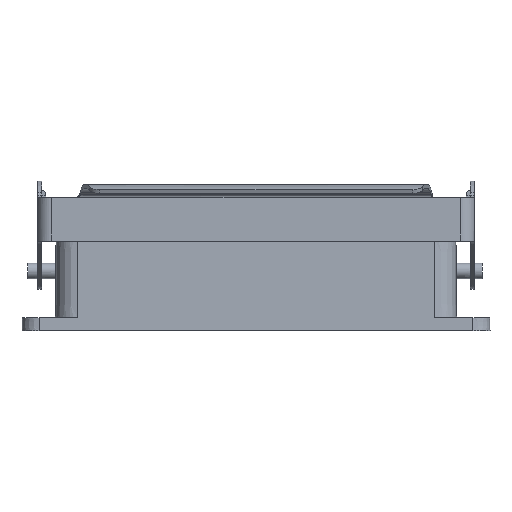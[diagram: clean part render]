
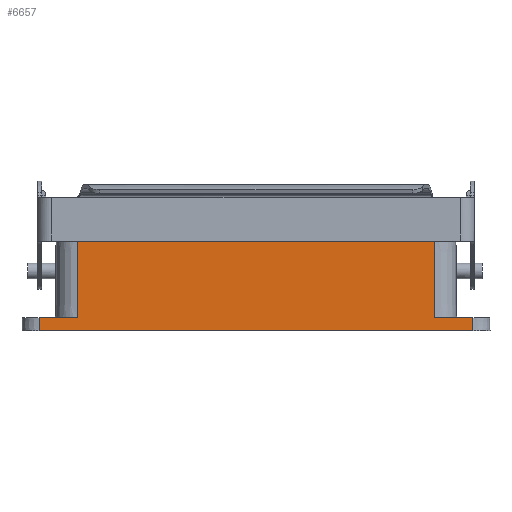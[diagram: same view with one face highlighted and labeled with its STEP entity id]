
A CAD part, front view. The second image highlights one B-rep face of the part: STEP entity #6657.
In plain terms, the highlighted planar face has unit normal (0, -1, 0.009).
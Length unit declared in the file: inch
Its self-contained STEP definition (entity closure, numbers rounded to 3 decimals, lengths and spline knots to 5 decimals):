
#121 = VERTEX_POINT ( 'NONE', #5167 ) ;
#167 = LINE ( 'NONE', #1443, #1395 ) ;
#481 = VERTEX_POINT ( 'NONE', #4989 ) ;
#765 = CARTESIAN_POINT ( 'NONE',  ( -3.16535, -0.85176, -1.12992 ) ) ;
#1131 = LINE ( 'NONE', #5845, #2108 ) ;
#1142 = FACE_OUTER_BOUND ( 'NONE', #6237, .T. ) ;
#1225 = CARTESIAN_POINT ( 'NONE',  ( 1.06299, -0.84646, -0.52188 ) ) ;
#1287 = VERTEX_POINT ( 'NONE', #3887 ) ;
#1395 = VECTOR ( 'NONE', #6200, 39.37008 ) ;
#1443 = CARTESIAN_POINT ( 'NONE',  ( 2.02599, -0.85176, -1.12992 ) ) ;
#1561 = EDGE_CURVE ( 'NONE', #6473, #5007, #167, .T. ) ;
#1623 = ORIENTED_EDGE ( 'NONE', *, *, #5667, .T. ) ;
#1662 = EDGE_CURVE ( 'NONE', #4957, #481, #3987, .T. ) ;
#1705 = DIRECTION ( 'NONE',  ( 0., 0.009, 1. ) ) ;
#1726 = CARTESIAN_POINT ( 'NONE',  ( 2.02599, -0.85176, -1.12992 ) ) ;
#1747 = LINE ( 'NONE', #3409, #7554 ) ;
#1767 = CARTESIAN_POINT ( 'NONE',  ( 1.51575, -0.84646, -0.52188 ) ) ;
#1806 = CARTESIAN_POINT ( 'NONE',  ( -3.16535, -0.84369, -0.20472 ) ) ;
#1901 = LINE ( 'NONE', #4120, #5696 ) ;
#2086 = VERTEX_POINT ( 'NONE', #765 ) ;
#2108 = VECTOR ( 'NONE', #7034, 39.37008 ) ;
#2215 = EDGE_CURVE ( 'NONE', #4000, #2086, #1131, .T. ) ;
#2329 = DIRECTION ( 'NONE',  ( 0., -1., 0.009 ) ) ;
#2415 = DIRECTION ( 'NONE',  ( -1., 0., 0. ) ) ;
#2469 = ORIENTED_EDGE ( 'NONE', *, *, #4591, .T. ) ;
#2615 = CARTESIAN_POINT ( 'NONE',  ( -3.61811, -0.85314, -1.2874 ) ) ;
#2718 = AXIS2_PLACEMENT_3D ( 'NONE', #3893, #2329, #3484 ) ;
#2822 = DIRECTION ( 'NONE',  ( 1., 0., 0. ) ) ;
#2889 = LINE ( 'NONE', #1767, #6421 ) ;
#3409 = CARTESIAN_POINT ( 'NONE',  ( 2.02599, -0.84369, -0.20472 ) ) ;
#3484 = DIRECTION ( 'NONE',  ( 0., -0.009, -1. ) ) ;
#3613 = CARTESIAN_POINT ( 'NONE',  ( 1.51575, -0.85176, -1.12992 ) ) ;
#3655 = LINE ( 'NONE', #1225, #7313 ) ;
#3768 = EDGE_CURVE ( 'NONE', #1287, #4000, #1747, .T. ) ;
#3887 = CARTESIAN_POINT ( 'NONE',  ( 1.06299, -0.84369, -0.20472 ) ) ;
#3893 = CARTESIAN_POINT ( 'NONE',  ( 2.02599, -0.84646, -0.52188 ) ) ;
#3987 = LINE ( 'NONE', #6350, #7566 ) ;
#4000 = VERTEX_POINT ( 'NONE', #1806 ) ;
#4120 = CARTESIAN_POINT ( 'NONE',  ( -3.61811, -0.84646, -0.52188 ) ) ;
#4301 = EDGE_CURVE ( 'NONE', #5007, #1287, #3655, .T. ) ;
#4375 = ORIENTED_EDGE ( 'NONE', *, *, #6470, .T. ) ;
#4591 = EDGE_CURVE ( 'NONE', #2086, #121, #7128, .T. ) ;
#4645 = DIRECTION ( 'NONE',  ( -1., 0., 0. ) ) ;
#4730 = ORIENTED_EDGE ( 'NONE', *, *, #2215, .T. ) ;
#4957 = VERTEX_POINT ( 'NONE', #2615 ) ;
#4989 = CARTESIAN_POINT ( 'NONE',  ( 1.51575, -0.85314, -1.2874 ) ) ;
#5007 = VERTEX_POINT ( 'NONE', #6134 ) ;
#5029 = ORIENTED_EDGE ( 'NONE', *, *, #1662, .T. ) ;
#5167 = CARTESIAN_POINT ( 'NONE',  ( -3.61811, -0.85176, -1.12992 ) ) ;
#5667 = EDGE_CURVE ( 'NONE', #121, #4957, #1901, .T. ) ;
#5696 = VECTOR ( 'NONE', #7647, 39.37008 ) ;
#5845 = CARTESIAN_POINT ( 'NONE',  ( -3.16535, -0.84646, -0.52188 ) ) ;
#6119 = ORIENTED_EDGE ( 'NONE', *, *, #4301, .T. ) ;
#6134 = CARTESIAN_POINT ( 'NONE',  ( 1.06299, -0.85176, -1.12992 ) ) ;
#6194 = ORIENTED_EDGE ( 'NONE', *, *, #3768, .T. ) ;
#6200 = DIRECTION ( 'NONE',  ( -1., 0., 0. ) ) ;
#6237 = EDGE_LOOP ( 'NONE', ( #6786, #6119, #6194, #4730, #2469, #1623, #5029, #4375 ) ) ;
#6350 = CARTESIAN_POINT ( 'NONE',  ( 2.02599, -0.85314, -1.2874 ) ) ;
#6421 = VECTOR ( 'NONE', #1705, 39.37008 ) ;
#6470 = EDGE_CURVE ( 'NONE', #481, #6473, #2889, .T. ) ;
#6473 = VERTEX_POINT ( 'NONE', #3613 ) ;
#6476 = DIRECTION ( 'NONE',  ( 0., 0.009, 1. ) ) ;
#6657 = ADVANCED_FACE ( 'NONE', ( #1142 ), #6799, .T. ) ;
#6703 = VECTOR ( 'NONE', #2415, 39.37008 ) ;
#6786 = ORIENTED_EDGE ( 'NONE', *, *, #1561, .T. ) ;
#6799 = PLANE ( 'NONE',  #2718 ) ;
#7034 = DIRECTION ( 'NONE',  ( 0., -0.009, -1. ) ) ;
#7128 = LINE ( 'NONE', #1726, #6703 ) ;
#7313 = VECTOR ( 'NONE', #6476, 39.37008 ) ;
#7554 = VECTOR ( 'NONE', #4645, 39.37008 ) ;
#7566 = VECTOR ( 'NONE', #2822, 39.37008 ) ;
#7647 = DIRECTION ( 'NONE',  ( 0., -0.009, -1. ) ) ;
